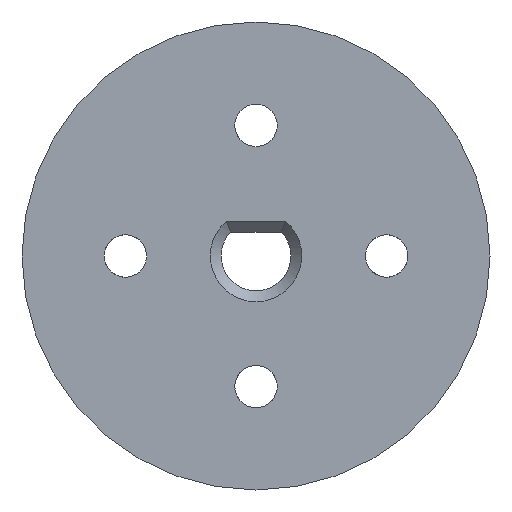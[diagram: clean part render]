
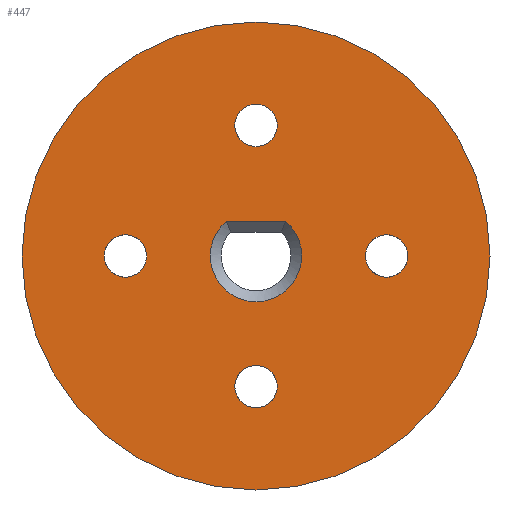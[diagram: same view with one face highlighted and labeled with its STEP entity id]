
A CAD part, left-side view. The second image highlights one B-rep face of the part: STEP entity #447.
In plain terms, the highlighted planar face has unit normal (-1, 0, 0).
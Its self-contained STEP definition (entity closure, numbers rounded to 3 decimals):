
#24=FACE_BOUND('',#156,.T.);
#25=FACE_BOUND('',#157,.T.);
#26=FACE_BOUND('',#158,.T.);
#27=FACE_BOUND('',#159,.T.);
#28=FACE_BOUND('',#160,.T.);
#38=PLANE('',#504);
#51=LINE('',#1128,#67);
#67=VECTOR('',#591,10.);
#126=FACE_OUTER_BOUND('',#155,.T.);
#155=EDGE_LOOP('',(#391));
#156=EDGE_LOOP('',(#392));
#157=EDGE_LOOP('',(#393));
#158=EDGE_LOOP('',(#394));
#159=EDGE_LOOP('',(#395));
#160=EDGE_LOOP('',(#396,#397));
#176=CIRCLE('',#478,21.5);
#179=CIRCLE('',#483,1.95);
#180=CIRCLE('',#485,1.95);
#181=CIRCLE('',#487,1.95);
#182=CIRCLE('',#489,1.95);
#188=CIRCLE('',#502,4.2);
#201=VERTEX_POINT('',#677);
#209=VERTEX_POINT('',#904);
#210=VERTEX_POINT('',#908);
#213=VERTEX_POINT('',#964);
#216=VERTEX_POINT('',#1020);
#227=VERTEX_POINT('',#1126);
#228=VERTEX_POINT('',#1127);
#246=EDGE_CURVE('',#201,#201,#176,.T.);
#259=EDGE_CURVE('',#209,#209,#179,.T.);
#261=EDGE_CURVE('',#210,#210,#180,.T.);
#265=EDGE_CURVE('',#213,#213,#181,.T.);
#269=EDGE_CURVE('',#216,#216,#182,.T.);
#285=EDGE_CURVE('',#227,#228,#51,.T.);
#290=EDGE_CURVE('',#228,#227,#188,.T.);
#391=ORIENTED_EDGE('',*,*,#246,.T.);
#392=ORIENTED_EDGE('',*,*,#259,.T.);
#393=ORIENTED_EDGE('',*,*,#261,.T.);
#394=ORIENTED_EDGE('',*,*,#265,.T.);
#395=ORIENTED_EDGE('',*,*,#269,.T.);
#396=ORIENTED_EDGE('',*,*,#285,.F.);
#397=ORIENTED_EDGE('',*,*,#290,.F.);
#447=ADVANCED_FACE('',(#126,#24,#25,#26,#27,#28),#38,.F.);
#478=AXIS2_PLACEMENT_3D('',#678,#539,#540);
#483=AXIS2_PLACEMENT_3D('',#905,#550,#551);
#485=AXIS2_PLACEMENT_3D('',#909,#555,#556);
#487=AXIS2_PLACEMENT_3D('',#965,#560,#561);
#489=AXIS2_PLACEMENT_3D('',#1021,#565,#566);
#502=AXIS2_PLACEMENT_3D('',#1142,#597,#598);
#504=AXIS2_PLACEMENT_3D('',#1149,#604,#605);
#539=DIRECTION('center_axis',(-1.,0.,0.));
#540=DIRECTION('ref_axis',(0.,1.,0.));
#550=DIRECTION('center_axis',(1.,0.,0.));
#551=DIRECTION('ref_axis',(0.,-1.,0.));
#555=DIRECTION('center_axis',(1.,0.,0.));
#556=DIRECTION('ref_axis',(0.,-1.,0.));
#560=DIRECTION('center_axis',(1.,0.,0.));
#561=DIRECTION('ref_axis',(0.,-1.,0.));
#565=DIRECTION('center_axis',(1.,0.,0.));
#566=DIRECTION('ref_axis',(0.,-1.,0.));
#591=DIRECTION('',(0.,1.,0.));
#597=DIRECTION('center_axis',(-1.,0.,0.));
#598=DIRECTION('ref_axis',(0.,1.,0.));
#604=DIRECTION('center_axis',(1.,0.,0.));
#605=DIRECTION('ref_axis',(0.,1.,0.));
#677=CARTESIAN_POINT('',(-5.,-21.5,0.));
#678=CARTESIAN_POINT('Origin',(-5.,0.,0.));
#904=CARTESIAN_POINT('',(-5.,1.95,12.));
#905=CARTESIAN_POINT('Origin',(-5.,0.,12.));
#908=CARTESIAN_POINT('',(-5.,13.95,0.));
#909=CARTESIAN_POINT('Origin',(-5.,12.,0.));
#964=CARTESIAN_POINT('',(-5.,-10.05,0.));
#965=CARTESIAN_POINT('Origin',(-5.,-12.,0.));
#1020=CARTESIAN_POINT('',(-5.,1.95,-12.));
#1021=CARTESIAN_POINT('Origin',(-5.,0.,-12.));
#1126=CARTESIAN_POINT('',(-5.,-2.72,3.2));
#1127=CARTESIAN_POINT('',(-5.,2.72,3.2));
#1128=CARTESIAN_POINT('',(-5.,1.118,3.2));
#1142=CARTESIAN_POINT('Origin',(-5.,0.,0.));
#1149=CARTESIAN_POINT('Origin',(-5.,0.,0.));
